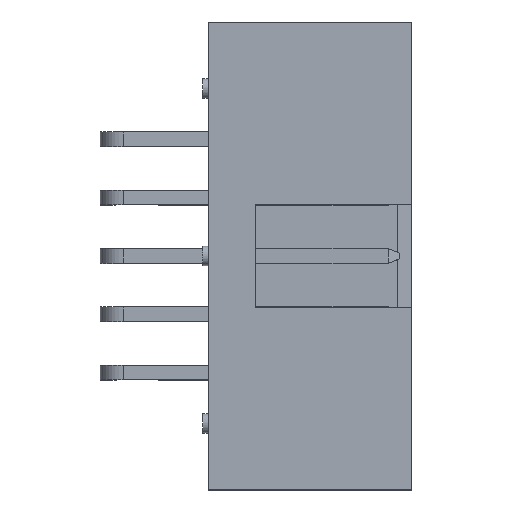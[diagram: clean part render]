
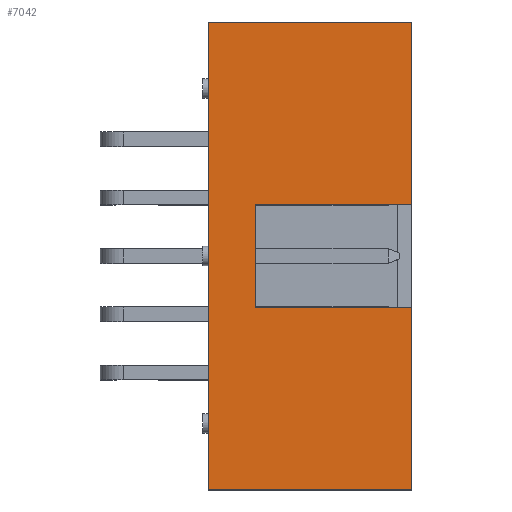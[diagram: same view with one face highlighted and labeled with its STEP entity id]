
A CAD part, top view. The second image highlights one B-rep face of the part: STEP entity #7042.
In plain terms, the highlighted face is planar.
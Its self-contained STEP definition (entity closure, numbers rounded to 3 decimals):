
#108=LINE('',#9269,#755);
#109=LINE('',#9272,#756);
#110=LINE('',#9274,#757);
#111=LINE('',#9276,#758);
#112=LINE('',#9278,#759);
#113=LINE('',#9280,#760);
#114=LINE('',#9282,#761);
#115=LINE('',#9284,#762);
#755=VECTOR('',#7855,1000.);
#756=VECTOR('',#7856,1000.);
#757=VECTOR('',#7857,1000.);
#758=VECTOR('',#7858,1000.);
#759=VECTOR('',#7859,1000.);
#760=VECTOR('',#7860,1000.);
#761=VECTOR('',#7861,1000.);
#762=VECTOR('',#7862,1000.);
#1450=ORIENTED_EDGE('',*,*,#2847,.F.);
#1451=ORIENTED_EDGE('',*,*,#2848,.T.);
#1452=ORIENTED_EDGE('',*,*,#2849,.T.);
#1453=ORIENTED_EDGE('',*,*,#2850,.F.);
#1454=ORIENTED_EDGE('',*,*,#2851,.F.);
#1455=ORIENTED_EDGE('',*,*,#2852,.F.);
#1456=ORIENTED_EDGE('',*,*,#2853,.F.);
#1457=ORIENTED_EDGE('',*,*,#2854,.F.);
#2847=EDGE_CURVE('',#3546,#3547,#108,.T.);
#2848=EDGE_CURVE('',#3546,#3548,#109,.T.);
#2849=EDGE_CURVE('',#3548,#3549,#110,.T.);
#2850=EDGE_CURVE('',#3550,#3549,#111,.T.);
#2851=EDGE_CURVE('',#3551,#3550,#112,.T.);
#2852=EDGE_CURVE('',#3552,#3551,#113,.T.);
#2853=EDGE_CURVE('',#3553,#3552,#114,.T.);
#2854=EDGE_CURVE('',#3547,#3553,#115,.T.);
#3546=VERTEX_POINT('',#9270);
#3547=VERTEX_POINT('',#9271);
#3548=VERTEX_POINT('',#9273);
#3549=VERTEX_POINT('',#9275);
#3550=VERTEX_POINT('',#9277);
#3551=VERTEX_POINT('',#9279);
#3552=VERTEX_POINT('',#9281);
#3553=VERTEX_POINT('',#9283);
#3979=EDGE_LOOP('',(#1450,#1451,#1452,#1453,#1454,#1455,#1456,#1457));
#4314=FACE_BOUND('',#3979,.T.);
#4639=PLANE('',#7363);
#7042=ADVANCED_FACE('',(#4314),#4639,.F.);
#7363=AXIS2_PLACEMENT_3D('',#9268,#7853,#7854);
#7853=DIRECTION('',(0.,1.,0.));
#7854=DIRECTION('',(0.,0.,1.));
#7855=DIRECTION('',(0.,0.,1.));
#7856=DIRECTION('',(-1.,0.,0.));
#7857=DIRECTION('',(0.,0.,1.));
#7858=DIRECTION('',(1.,0.,0.));
#7859=DIRECTION('',(0.,0.,1.));
#7860=DIRECTION('',(-1.,0.,0.));
#7861=DIRECTION('',(0.,0.,-1.));
#7862=DIRECTION('',(1.,0.,0.));
#9268=CARTESIAN_POINT('',(0.,-4.425,0.));
#9269=CARTESIAN_POINT('',(2.25,-4.425,-2.375));
#9270=CARTESIAN_POINT('',(2.25,-4.425,-2.375));
#9271=CARTESIAN_POINT('',(2.25,-4.425,4.425));
#9272=CARTESIAN_POINT('',(2.25,-4.425,-2.375));
#9273=CARTESIAN_POINT('',(-2.25,-4.425,-2.375));
#9274=CARTESIAN_POINT('',(-2.25,-4.425,-2.375));
#9275=CARTESIAN_POINT('',(-2.25,-4.425,4.425));
#9276=CARTESIAN_POINT('',(-10.18,-4.425,4.425));
#9277=CARTESIAN_POINT('',(-10.18,-4.425,4.425));
#9278=CARTESIAN_POINT('',(-10.18,-4.425,-4.425));
#9279=CARTESIAN_POINT('',(-10.18,-4.425,-4.425));
#9280=CARTESIAN_POINT('',(10.18,-4.425,-4.425));
#9281=CARTESIAN_POINT('',(10.18,-4.425,-4.425));
#9282=CARTESIAN_POINT('',(10.18,-4.425,4.425));
#9283=CARTESIAN_POINT('',(10.18,-4.425,4.425));
#9284=CARTESIAN_POINT('',(-10.18,-4.425,4.425));
